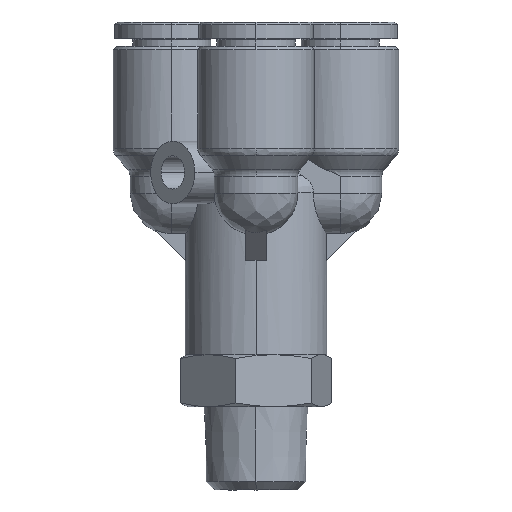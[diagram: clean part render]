
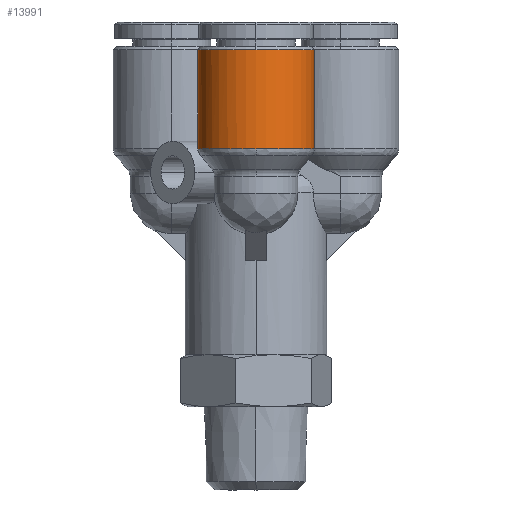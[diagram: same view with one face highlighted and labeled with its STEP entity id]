
A CAD part, left-side view. The second image highlights one B-rep face of the part: STEP entity #13991.
In plain terms, the highlighted cylindrical face has radius 5.6 mm (diameter 11.2 mm), a partial arc.
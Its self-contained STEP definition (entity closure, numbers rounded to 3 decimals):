
#1616 = DIRECTION ( 'NONE',  ( -1., 0., 0. ) ) ;
#1865 = CYLINDRICAL_SURFACE ( 'NONE', #34996, 5.6 ) ;
#2407 = CARTESIAN_POINT ( 'NONE',  ( -1.556, 5.6, -30.076 ) ) ;
#3247 = B_SPLINE_CURVE_WITH_KNOTS ( 'NONE', 3,
 ( #30271, #4866, #27028, #2407 ),
 .UNSPECIFIED., .F., .F.,
 ( 4, 4 ),
 ( 0., 0. ),
 .UNSPECIFIED. ) ;
#3700 = VERTEX_POINT ( 'NONE', #14992 ) ;
#4866 = CARTESIAN_POINT ( 'NONE',  ( -1.455, 5.598, -30.262 ) ) ;
#6390 = AXIS2_PLACEMENT_3D ( 'NONE', #25398, #30948, #16232 ) ;
#7123 = DIRECTION ( 'NONE',  ( 0., 1., 0. ) ) ;
#8215 = EDGE_CURVE ( 'NONE', #10731, #18714, #15029, .T. ) ;
#8799 = VERTEX_POINT ( 'NONE', #34921 ) ;
#8851 = CIRCLE ( 'NONE', #21464, 5.6 ) ;
#8863 = CIRCLE ( 'NONE', #22955, 5.6 ) ;
#10018 = ORIENTED_EDGE ( 'NONE', *, *, #29962, .F. ) ;
#10074 = DIRECTION ( 'NONE',  ( 1., 0., 0. ) ) ;
#10096 = DIRECTION ( 'NONE',  ( 0., 1., 0. ) ) ;
#10224 = DIRECTION ( 'NONE',  ( 1., 0., 0. ) ) ;
#10731 = VERTEX_POINT ( 'NONE', #32124 ) ;
#11343 = CARTESIAN_POINT ( 'NONE',  ( -10.932, -5.6, -30.076 ) ) ;
#12062 = ORIENTED_EDGE ( 'NONE', *, *, #20891, .T. ) ;
#12707 = ORIENTED_EDGE ( 'NONE', *, *, #8215, .T. ) ;
#13991 = ADVANCED_FACE ( 'NONE', ( #20203 ), #1865, .T. ) ;
#14020 = EDGE_CURVE ( 'NONE', #3700, #30925, #8851, .T. ) ;
#14819 = VECTOR ( 'NONE', #28692, 1000. ) ;
#14992 = CARTESIAN_POINT ( 'NONE',  ( -10.932, 0., -35.676 ) ) ;
#15029 = CIRCLE ( 'NONE', #26620, 5.6 ) ;
#16232 = DIRECTION ( 'NONE',  ( 0., 1., 0. ) ) ;
#16376 = EDGE_CURVE ( 'NONE', #18714, #8799, #23038, .T. ) ;
#17573 = EDGE_CURVE ( 'NONE', #10731, #26701, #3247, .T. ) ;
#17597 = CARTESIAN_POINT ( 'NONE',  ( -5.332, 5.6, -30.076 ) ) ;
#18421 = ORIENTED_EDGE ( 'NONE', *, *, #23633, .T. ) ;
#18714 = VERTEX_POINT ( 'NONE', #33933 ) ;
#18883 = DIRECTION ( 'NONE',  ( 0., 1., 0. ) ) ;
#20203 = FACE_OUTER_BOUND ( 'NONE', #30505, .T. ) ;
#20891 = EDGE_CURVE ( 'NONE', #30925, #26701, #26598, .T. ) ;
#21185 = CARTESIAN_POINT ( 'NONE',  ( -5.332, -5.6, -30.076 ) ) ;
#21464 = AXIS2_PLACEMENT_3D ( 'NONE', #32357, #10224, #10096 ) ;
#22955 = AXIS2_PLACEMENT_3D ( 'NONE', #33922, #30982, #28585 ) ;
#23038 = CIRCLE ( 'NONE', #6390, 5.6 ) ;
#23633 = EDGE_CURVE ( 'NONE', #24252, #3700, #8863, .T. ) ;
#24252 = VERTEX_POINT ( 'NONE', #11343 ) ;
#25398 = CARTESIAN_POINT ( 'NONE',  ( -1.397, 0., -30.076 ) ) ;
#26179 = CARTESIAN_POINT ( 'NONE',  ( -1.556, 5.6, -30.076 ) ) ;
#26598 = LINE ( 'NONE', #17597, #14819 ) ;
#26620 = AXIS2_PLACEMENT_3D ( 'NONE', #34845, #1616, #7123 ) ;
#26701 = VERTEX_POINT ( 'NONE', #26179 ) ;
#27028 = CARTESIAN_POINT ( 'NONE',  ( -1.508, 5.6, -30.17 ) ) ;
#27285 = DIRECTION ( 'NONE',  ( 1., 0., 0. ) ) ;
#27474 = ORIENTED_EDGE ( 'NONE', *, *, #14020, .T. ) ;
#27859 = VECTOR ( 'NONE', #10074, 1000. ) ;
#28424 = CARTESIAN_POINT ( 'NONE',  ( -10.932, 5.6, -30.076 ) ) ;
#28585 = DIRECTION ( 'NONE',  ( 0., 1., 0. ) ) ;
#28692 = DIRECTION ( 'NONE',  ( 1., 0., 0. ) ) ;
#29818 = CARTESIAN_POINT ( 'NONE',  ( -5.332, 0., -30.076 ) ) ;
#29962 = EDGE_CURVE ( 'NONE', #24252, #8799, #29982, .T. ) ;
#29982 = LINE ( 'NONE', #21185, #27859 ) ;
#30271 = CARTESIAN_POINT ( 'NONE',  ( -1.397, 5.593, -30.352 ) ) ;
#30505 = EDGE_LOOP ( 'NONE', ( #10018, #18421, #27474, #12062, #31125, #12707, #33319 ) ) ;
#30925 = VERTEX_POINT ( 'NONE', #28424 ) ;
#30948 = DIRECTION ( 'NONE',  ( -1., 0., 0. ) ) ;
#30982 = DIRECTION ( 'NONE',  ( 1., 0., 0. ) ) ;
#31125 = ORIENTED_EDGE ( 'NONE', *, *, #17573, .F. ) ;
#32124 = CARTESIAN_POINT ( 'NONE',  ( -1.397, 5.593, -30.352 ) ) ;
#32357 = CARTESIAN_POINT ( 'NONE',  ( -10.932, 0., -30.076 ) ) ;
#33319 = ORIENTED_EDGE ( 'NONE', *, *, #16376, .T. ) ;
#33922 = CARTESIAN_POINT ( 'NONE',  ( -10.932, 0., -30.076 ) ) ;
#33933 = CARTESIAN_POINT ( 'NONE',  ( -1.397, 0., -35.676 ) ) ;
#34845 = CARTESIAN_POINT ( 'NONE',  ( -1.397, 0., -30.076 ) ) ;
#34921 = CARTESIAN_POINT ( 'NONE',  ( -1.397, -5.6, -30.076 ) ) ;
#34996 = AXIS2_PLACEMENT_3D ( 'NONE', #29818, #27285, #18883 ) ;
